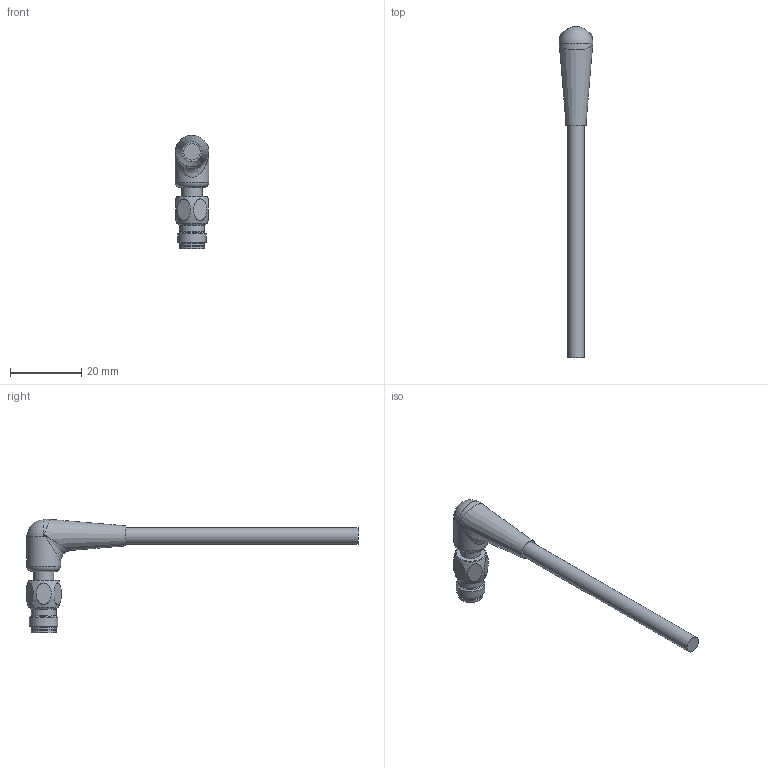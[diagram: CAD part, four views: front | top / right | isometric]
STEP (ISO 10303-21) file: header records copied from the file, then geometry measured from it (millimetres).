
FILE_DESCRIPTION(/* description */ (''),/* implementation_level */ '2;1');
FILE_NAME(/* name */ 'FB-SWSP3_S3930.stp',/* time_stamp */ '2014-08-29T06:58:38+02:00',/* author */ (''),/* organization */ (''),/* preprocessor_version */ 'ST-DEVELOPER v14',/* originating_system */ 'SIEMENS PLM Software NX 8.0',/* authorisation */ '');
FILE_SCHEMA (('AP203_CONFIGURATION_CONTROLLED_3D_DESIGN_OF_MECHANICAL_PARTS_AND_ASSEMBLIES_MIM_LF { 1 0 10303 403 2 1 2}'));
Length unit declared in the file: millimetre
Products named in the file (1): FB-SWSP3_S3930
Bounding box: 9.5 x 92.95 x 31.7 mm (x, y, z)
Volume: 3717.9 mm3; surface area: 3263.6 mm2
Topology: 4 solids, 4 shells, 53 faces, 170 edges, 173 vertices
Faces by surface type: plane 22, cylinder 15, torus 5, sphere 4, bspline 4, cone 3
Full cylindrical faces by diameter (mm): 1 x3, 4.6 x1, 5.6 x1, 5.7 x1, 5.8 x1, 6.28 x1, 6.32 x1, 6.9 x3, 8 x1, 9.5 x1
Entity records: 2371 total; most frequent: CARTESIAN_POINT 805, DIRECTION 297, AXIS2_PLACEMENT_3D 134, ORIENTED_EDGE 122, EDGE_LOOP 93, CIRCLE 84, STYLED_ITEM 75, PRESENTATION_STYLE_ASSIGNMENT 75
